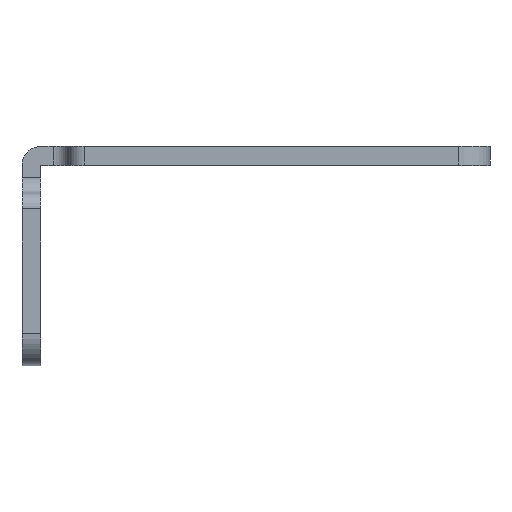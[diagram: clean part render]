
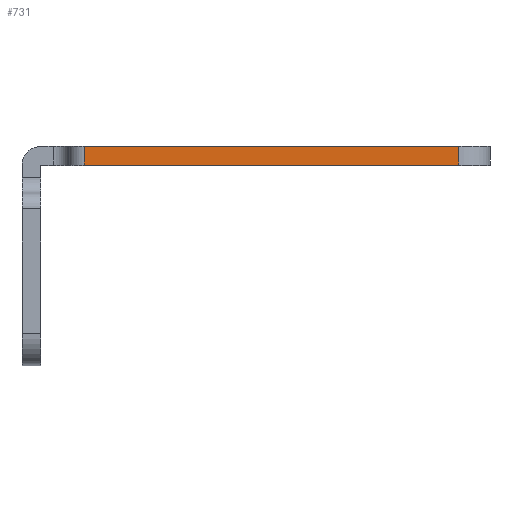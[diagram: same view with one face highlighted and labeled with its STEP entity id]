
A CAD part, top view. The second image highlights one B-rep face of the part: STEP entity #731.
In plain terms, the highlighted planar face has unit normal (0, 0, 1).
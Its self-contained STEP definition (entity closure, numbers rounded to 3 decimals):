
#128 = VERTEX_POINT ( 'NONE', #1765 ) ;
#248 = CARTESIAN_POINT ( 'NONE',  ( 15.6, 0., 16. ) ) ;
#319 = CARTESIAN_POINT ( 'NONE',  ( 4., -1.2, 16. ) ) ;
#389 = AXIS2_PLACEMENT_3D ( 'NONE', #319, #895, #1579 ) ;
#396 = LINE ( 'NONE', #976, #720 ) ;
#417 = VERTEX_POINT ( 'NONE', #901 ) ;
#506 = ORIENTED_EDGE ( 'NONE', *, *, #1580, .F. ) ;
#513 = EDGE_CURVE ( 'NONE', #722, #1660, #396, .T. ) ;
#519 = ORIENTED_EDGE ( 'NONE', *, *, #513, .T. ) ;
#532 = ORIENTED_EDGE ( 'NONE', *, *, #977, .T. ) ;
#559 = ORIENTED_EDGE ( 'NONE', *, *, #805, .T. ) ;
#631 = DIRECTION ( 'NONE',  ( -1., 0., 0. ) ) ;
#648 = LINE ( 'NONE', #1263, #1754 ) ;
#720 = VECTOR ( 'NONE', #1661, 1000. ) ;
#722 = VERTEX_POINT ( 'NONE', #751 ) ;
#731 = ADVANCED_FACE ( 'NONE', ( #1065 ), #1748, .T. ) ;
#751 = CARTESIAN_POINT ( 'NONE',  ( 28., -1.2, 16. ) ) ;
#779 = CARTESIAN_POINT ( 'NONE',  ( 28., 0., 16. ) ) ;
#805 = EDGE_CURVE ( 'NONE', #128, #417, #648, .T. ) ;
#829 = DIRECTION ( 'NONE',  ( -1., 0., 0. ) ) ;
#895 = DIRECTION ( 'NONE',  ( 0., 0., 1. ) ) ;
#901 = CARTESIAN_POINT ( 'NONE',  ( 4., -1.2, 16. ) ) ;
#953 = VECTOR ( 'NONE', #631, 1000. ) ;
#976 = CARTESIAN_POINT ( 'NONE',  ( 28., -0.6, 16. ) ) ;
#977 = EDGE_CURVE ( 'NONE', #1660, #128, #1668, .T. ) ;
#1065 = FACE_OUTER_BOUND ( 'NONE', #1386, .T. ) ;
#1263 = CARTESIAN_POINT ( 'NONE',  ( 4., -0.6, 16. ) ) ;
#1386 = EDGE_LOOP ( 'NONE', ( #506, #519, #532, #559 ) ) ;
#1389 = VECTOR ( 'NONE', #829, 1000. ) ;
#1412 = LINE ( 'NONE', #2030, #953 ) ;
#1579 = DIRECTION ( 'NONE',  ( 1., 0., 0. ) ) ;
#1580 = EDGE_CURVE ( 'NONE', #722, #417, #1412, .T. ) ;
#1660 = VERTEX_POINT ( 'NONE', #779 ) ;
#1661 = DIRECTION ( 'NONE',  ( 0., 1., 0. ) ) ;
#1668 = LINE ( 'NONE', #248, #1389 ) ;
#1748 = PLANE ( 'NONE',  #389 ) ;
#1754 = VECTOR ( 'NONE', #1918, 1000. ) ;
#1765 = CARTESIAN_POINT ( 'NONE',  ( 4., 0., 16. ) ) ;
#1918 = DIRECTION ( 'NONE',  ( 0., -1., 0. ) ) ;
#2030 = CARTESIAN_POINT ( 'NONE',  ( 15.6, -1.2, 16. ) ) ;
